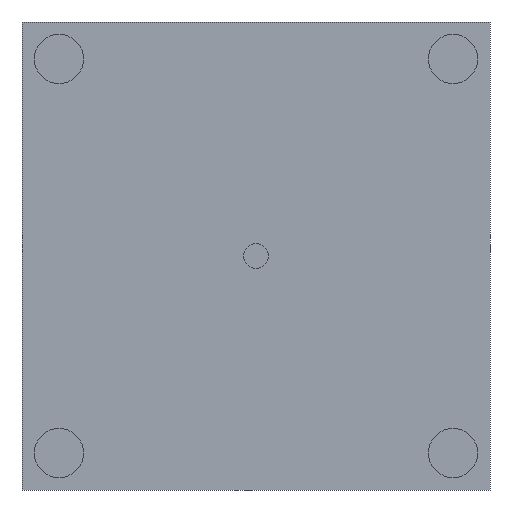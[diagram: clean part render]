
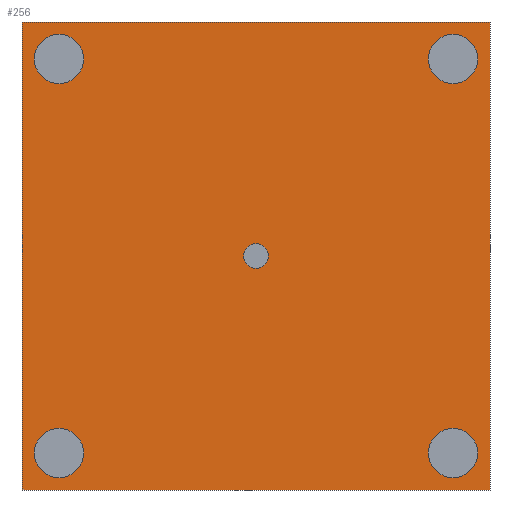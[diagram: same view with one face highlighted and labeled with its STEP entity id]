
A CAD part, left-side view. The second image highlights one B-rep face of the part: STEP entity #256.
In plain terms, the highlighted planar face has unit normal (-1, 0, 0).
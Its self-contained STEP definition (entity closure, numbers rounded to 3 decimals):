
#16=FACE_BOUND('',#70,.T.);
#17=FACE_BOUND('',#71,.T.);
#18=FACE_BOUND('',#72,.T.);
#19=FACE_BOUND('',#73,.T.);
#20=FACE_BOUND('',#74,.T.);
#32=PLANE('',#300);
#50=FACE_OUTER_BOUND('',#69,.T.);
#69=EDGE_LOOP('',(#224,#225,#226,#227));
#70=EDGE_LOOP('',(#228));
#71=EDGE_LOOP('',(#229));
#72=EDGE_LOOP('',(#230));
#73=EDGE_LOOP('',(#231));
#74=EDGE_LOOP('',(#232));
#81=LINE('',#427,#99);
#85=LINE('',#435,#103);
#88=LINE('',#441,#106);
#91=LINE('',#446,#109);
#99=VECTOR('',#359,10.);
#103=VECTOR('',#365,10.);
#106=VECTOR('',#370,10.);
#109=VECTOR('',#375,10.);
#113=CIRCLE('',#276,25.);
#116=CIRCLE('',#281,50.);
#118=CIRCLE('',#285,50.);
#120=CIRCLE('',#289,50.);
#122=CIRCLE('',#293,50.);
#125=VERTEX_POINT('',#390);
#128=VERTEX_POINT('',#399);
#130=VERTEX_POINT('',#406);
#132=VERTEX_POINT('',#413);
#134=VERTEX_POINT('',#420);
#135=VERTEX_POINT('',#425);
#136=VERTEX_POINT('',#426);
#139=VERTEX_POINT('',#434);
#141=VERTEX_POINT('',#440);
#146=EDGE_CURVE('',#125,#125,#113,.T.);
#151=EDGE_CURVE('',#128,#128,#116,.T.);
#154=EDGE_CURVE('',#130,#130,#118,.T.);
#157=EDGE_CURVE('',#132,#132,#120,.T.);
#160=EDGE_CURVE('',#134,#134,#122,.T.);
#161=EDGE_CURVE('',#135,#136,#81,.T.);
#165=EDGE_CURVE('',#136,#139,#85,.T.);
#168=EDGE_CURVE('',#139,#141,#88,.T.);
#171=EDGE_CURVE('',#141,#135,#91,.T.);
#224=ORIENTED_EDGE('',*,*,#171,.T.);
#225=ORIENTED_EDGE('',*,*,#161,.T.);
#226=ORIENTED_EDGE('',*,*,#165,.T.);
#227=ORIENTED_EDGE('',*,*,#168,.T.);
#228=ORIENTED_EDGE('',*,*,#146,.T.);
#229=ORIENTED_EDGE('',*,*,#151,.T.);
#230=ORIENTED_EDGE('',*,*,#154,.T.);
#231=ORIENTED_EDGE('',*,*,#157,.T.);
#232=ORIENTED_EDGE('',*,*,#160,.T.);
#256=ADVANCED_FACE('',(#50,#16,#17,#18,#19,#20),#32,.F.);
#276=AXIS2_PLACEMENT_3D('',#391,#314,#315);
#281=AXIS2_PLACEMENT_3D('',#401,#326,#327);
#285=AXIS2_PLACEMENT_3D('',#408,#335,#336);
#289=AXIS2_PLACEMENT_3D('',#415,#344,#345);
#293=AXIS2_PLACEMENT_3D('',#422,#353,#354);
#300=AXIS2_PLACEMENT_3D('',#449,#379,#380);
#314=DIRECTION('center_axis',(1.,0.,0.));
#315=DIRECTION('ref_axis',(0.,0.,-1.));
#326=DIRECTION('center_axis',(1.,0.,0.));
#327=DIRECTION('ref_axis',(0.,0.,1.));
#335=DIRECTION('center_axis',(1.,0.,0.));
#336=DIRECTION('ref_axis',(0.,0.,1.));
#344=DIRECTION('center_axis',(1.,0.,0.));
#345=DIRECTION('ref_axis',(0.,0.,1.));
#353=DIRECTION('center_axis',(1.,0.,0.));
#354=DIRECTION('ref_axis',(0.,0.,1.));
#359=DIRECTION('',(0.,-1.,0.));
#365=DIRECTION('',(0.,0.,1.));
#370=DIRECTION('',(0.,1.,0.));
#375=DIRECTION('',(0.,0.,-1.));
#379=DIRECTION('center_axis',(1.,0.,0.));
#380=DIRECTION('ref_axis',(0.,0.,-1.));
#390=CARTESIAN_POINT('',(0.,0.,25.));
#391=CARTESIAN_POINT('Origin',(0.,0.,0.));
#399=CARTESIAN_POINT('',(0.,400.,350.));
#401=CARTESIAN_POINT('Origin',(0.,400.,400.));
#406=CARTESIAN_POINT('',(0.,-400.,350.));
#408=CARTESIAN_POINT('Origin',(0.,-400.,400.));
#413=CARTESIAN_POINT('',(0.,400.,-450.));
#415=CARTESIAN_POINT('Origin',(0.,400.,-400.));
#420=CARTESIAN_POINT('',(0.,-400.,-450.));
#422=CARTESIAN_POINT('Origin',(0.,-400.,-400.));
#425=CARTESIAN_POINT('',(0.,475.,-475.));
#426=CARTESIAN_POINT('',(0.,-475.,-475.));
#427=CARTESIAN_POINT('',(0.,475.,-475.));
#434=CARTESIAN_POINT('',(0.,-475.,475.));
#435=CARTESIAN_POINT('',(0.,-475.,-475.));
#440=CARTESIAN_POINT('',(0.,475.,475.));
#441=CARTESIAN_POINT('',(0.,-475.,475.));
#446=CARTESIAN_POINT('',(0.,475.,475.));
#449=CARTESIAN_POINT('Origin',(0.,0.,0.));
